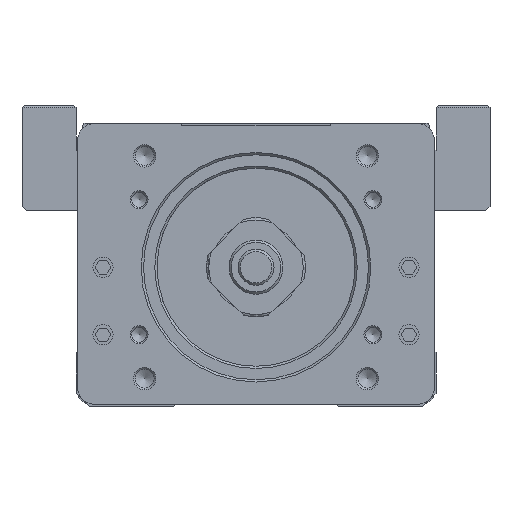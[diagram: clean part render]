
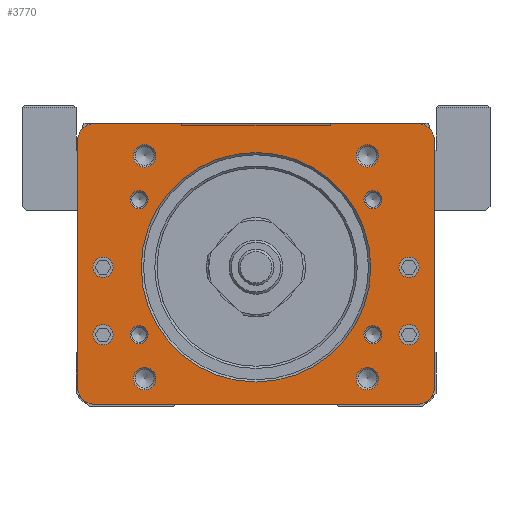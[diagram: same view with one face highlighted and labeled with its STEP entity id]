
A CAD part, front view. The second image highlights one B-rep face of the part: STEP entity #3770.
In plain terms, the highlighted planar face has unit normal (0, -1, 0).
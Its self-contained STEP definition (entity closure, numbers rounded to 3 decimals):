
#3770=ADVANCED_FACE('',(#6172,#6173,#6174,#6175,#6176,#6177,#6178,#6179,
#6180,#6181,#6182,#6183,#6184,#6185),#5168,.T.);
#5168=PLANE('',#33648);
#6172=FACE_BOUND('',#8281,.T.);
#6173=FACE_BOUND('',#8282,.T.);
#6174=FACE_BOUND('',#8283,.T.);
#6175=FACE_BOUND('',#8284,.T.);
#6176=FACE_BOUND('',#8285,.T.);
#6177=FACE_BOUND('',#8286,.T.);
#6178=FACE_BOUND('',#8287,.T.);
#6179=FACE_BOUND('',#8288,.T.);
#6180=FACE_BOUND('',#8289,.T.);
#6181=FACE_BOUND('',#8290,.T.);
#6182=FACE_BOUND('',#8291,.T.);
#6183=FACE_BOUND('',#8292,.T.);
#6184=FACE_BOUND('',#8293,.T.);
#6185=FACE_BOUND('',#8294,.T.);
#8281=EDGE_LOOP('',(#16219));
#8282=EDGE_LOOP('',(#16220));
#8283=EDGE_LOOP('',(#16221));
#8284=EDGE_LOOP('',(#16222));
#8285=EDGE_LOOP('',(#16223));
#8286=EDGE_LOOP('',(#16224));
#8287=EDGE_LOOP('',(#16225));
#8288=EDGE_LOOP('',(#16226));
#8289=EDGE_LOOP('',(#16227));
#8290=EDGE_LOOP('',(#16228));
#8291=EDGE_LOOP('',(#16229));
#8292=EDGE_LOOP('',(#16230));
#8293=EDGE_LOOP('',(#16231));
#8294=EDGE_LOOP('',(#16232,#16233,#16234,#16235,#16236,#16237,#16238,#16239));
#9531=CIRCLE('',#33485,4.);
#9532=CIRCLE('',#33487,4.);
#9533=CIRCLE('',#33489,2.);
#9534=CIRCLE('',#33491,2.);
#9535=CIRCLE('',#33493,2.);
#9536=CIRCLE('',#33495,2.);
#9537=CIRCLE('',#33497,2.5);
#9538=CIRCLE('',#33499,2.5);
#9539=CIRCLE('',#33501,2.5);
#9540=CIRCLE('',#33503,2.5);
#9541=CIRCLE('',#33505,25.5);
#9546=CIRCLE('',#33514,2.25);
#9548=CIRCLE('',#33517,2.25);
#9550=CIRCLE('',#33520,2.25);
#9552=CIRCLE('',#33523,2.25);
#9608=CIRCLE('',#33644,4.);
#9610=CIRCLE('',#33647,4.);
#16219=ORIENTED_EDGE('',*,*,#24398,.T.);
#16220=ORIENTED_EDGE('',*,*,#24397,.T.);
#16221=ORIENTED_EDGE('',*,*,#24396,.T.);
#16222=ORIENTED_EDGE('',*,*,#24395,.T.);
#16223=ORIENTED_EDGE('',*,*,#24394,.T.);
#16224=ORIENTED_EDGE('',*,*,#24393,.T.);
#16225=ORIENTED_EDGE('',*,*,#24392,.T.);
#16226=ORIENTED_EDGE('',*,*,#24391,.T.);
#16227=ORIENTED_EDGE('',*,*,#24390,.T.);
#16228=ORIENTED_EDGE('',*,*,#24410,.T.);
#16229=ORIENTED_EDGE('',*,*,#24408,.T.);
#16230=ORIENTED_EDGE('',*,*,#24406,.T.);
#16231=ORIENTED_EDGE('',*,*,#24404,.T.);
#16232=ORIENTED_EDGE('',*,*,#24549,.T.);
#16233=ORIENTED_EDGE('',*,*,#24552,.T.);
#16234=ORIENTED_EDGE('',*,*,#24553,.T.);
#16235=ORIENTED_EDGE('',*,*,#24509,.T.);
#16236=ORIENTED_EDGE('',*,*,#24388,.T.);
#16237=ORIENTED_EDGE('',*,*,#24452,.T.);
#16238=ORIENTED_EDGE('',*,*,#24385,.T.);
#16239=ORIENTED_EDGE('',*,*,#24502,.T.);
#20513=VERTEX_POINT('',#51064);
#20514=VERTEX_POINT('',#51066);
#20515=VERTEX_POINT('',#51070);
#20516=VERTEX_POINT('',#51072);
#20517=VERTEX_POINT('',#51076);
#20518=VERTEX_POINT('',#51079);
#20519=VERTEX_POINT('',#51082);
#20520=VERTEX_POINT('',#51085);
#20521=VERTEX_POINT('',#51088);
#20522=VERTEX_POINT('',#51091);
#20523=VERTEX_POINT('',#51094);
#20524=VERTEX_POINT('',#51097);
#20525=VERTEX_POINT('',#51100);
#20530=VERTEX_POINT('',#51115);
#20532=VERTEX_POINT('',#51120);
#20534=VERTEX_POINT('',#51125);
#20536=VERTEX_POINT('',#51130);
#20597=VERTEX_POINT('',#51425);
#20602=VERTEX_POINT('',#51439);
#20638=VERTEX_POINT('',#51533);
#20640=VERTEX_POINT('',#51539);
#24385=EDGE_CURVE('',#20514,#20513,#9531,.T.);
#24388=EDGE_CURVE('',#20516,#20515,#9532,.T.);
#24390=EDGE_CURVE('',#20517,#20517,#9533,.T.);
#24391=EDGE_CURVE('',#20518,#20518,#9534,.T.);
#24392=EDGE_CURVE('',#20519,#20519,#9535,.T.);
#24393=EDGE_CURVE('',#20520,#20520,#9536,.T.);
#24394=EDGE_CURVE('',#20521,#20521,#9537,.T.);
#24395=EDGE_CURVE('',#20522,#20522,#9538,.T.);
#24396=EDGE_CURVE('',#20523,#20523,#9539,.T.);
#24397=EDGE_CURVE('',#20524,#20524,#9540,.T.);
#24398=EDGE_CURVE('',#20525,#20525,#9541,.T.);
#24404=EDGE_CURVE('',#20530,#20530,#9546,.T.);
#24406=EDGE_CURVE('',#20532,#20532,#9548,.T.);
#24408=EDGE_CURVE('',#20534,#20534,#9550,.T.);
#24410=EDGE_CURVE('',#20536,#20536,#9552,.T.);
#24452=EDGE_CURVE('',#20515,#20514,#27880,.T.);
#24502=EDGE_CURVE('',#20513,#20597,#27905,.T.);
#24509=EDGE_CURVE('',#20602,#20516,#27912,.T.);
#24549=EDGE_CURVE('',#20597,#20638,#9608,.T.);
#24552=EDGE_CURVE('',#20638,#20640,#27928,.T.);
#24553=EDGE_CURVE('',#20640,#20602,#9610,.T.);
#27880=LINE('',#51275,#30934);
#27905=LINE('',#51426,#30959);
#27912=LINE('',#51438,#30966);
#27928=LINE('',#51538,#30982);
#30934=VECTOR('',#40662,1.);
#30959=VECTOR('',#40781,1.);
#30966=VECTOR('',#40790,1.);
#30982=VECTOR('',#40898,1.);
#33485=AXIS2_PLACEMENT_3D('',#51065,#40501,#40502);
#33487=AXIS2_PLACEMENT_3D('',#51071,#40507,#40508);
#33489=AXIS2_PLACEMENT_3D('',#51075,#40512,#40513);
#33491=AXIS2_PLACEMENT_3D('',#51078,#40516,#40517);
#33493=AXIS2_PLACEMENT_3D('',#51081,#40520,#40521);
#33495=AXIS2_PLACEMENT_3D('',#51084,#40524,#40525);
#33497=AXIS2_PLACEMENT_3D('',#51087,#40528,#40529);
#33499=AXIS2_PLACEMENT_3D('',#51090,#40532,#40533);
#33501=AXIS2_PLACEMENT_3D('',#51093,#40536,#40537);
#33503=AXIS2_PLACEMENT_3D('',#51096,#40540,#40541);
#33505=AXIS2_PLACEMENT_3D('',#51099,#40544,#40545);
#33514=AXIS2_PLACEMENT_3D('',#51114,#40563,#40564);
#33517=AXIS2_PLACEMENT_3D('',#51119,#40569,#40570);
#33520=AXIS2_PLACEMENT_3D('',#51124,#40575,#40576);
#33523=AXIS2_PLACEMENT_3D('',#51129,#40581,#40582);
#33644=AXIS2_PLACEMENT_3D('',#51532,#40891,#40892);
#33647=AXIS2_PLACEMENT_3D('',#51540,#40899,#40900);
#33648=AXIS2_PLACEMENT_3D('',#51541,#40901,#40902);
#40501=DIRECTION('',(0.,-1.,0.));
#40502=DIRECTION('',(1.,0.,0.));
#40507=DIRECTION('',(0.,-1.,0.));
#40508=DIRECTION('',(1.,0.,0.));
#40512=DIRECTION('',(0.,1.,0.));
#40513=DIRECTION('',(0.,0.,-1.));
#40516=DIRECTION('',(0.,1.,0.));
#40517=DIRECTION('',(0.,0.,-1.));
#40520=DIRECTION('',(0.,1.,0.));
#40521=DIRECTION('',(0.,0.,-1.));
#40524=DIRECTION('',(0.,1.,0.));
#40525=DIRECTION('',(0.,0.,-1.));
#40528=DIRECTION('',(0.,1.,0.));
#40529=DIRECTION('',(0.,0.,-1.));
#40532=DIRECTION('',(0.,1.,0.));
#40533=DIRECTION('',(0.,0.,-1.));
#40536=DIRECTION('',(0.,1.,0.));
#40537=DIRECTION('',(0.,0.,-1.));
#40540=DIRECTION('',(0.,1.,0.));
#40541=DIRECTION('',(0.,0.,-1.));
#40544=DIRECTION('',(0.,1.,0.));
#40545=DIRECTION('',(0.,0.,-1.));
#40563=DIRECTION('',(0.,1.,0.));
#40564=DIRECTION('',(0.,0.,-1.));
#40569=DIRECTION('',(0.,1.,0.));
#40570=DIRECTION('',(0.,0.,-1.));
#40575=DIRECTION('',(0.,1.,0.));
#40576=DIRECTION('',(0.,0.,-1.));
#40581=DIRECTION('',(0.,1.,0.));
#40582=DIRECTION('',(0.,0.,-1.));
#40662=DIRECTION('',(-1.,0.,0.));
#40781=DIRECTION('',(0.,0.,-1.));
#40790=DIRECTION('',(0.,0.,1.));
#40891=DIRECTION('',(0.,-1.,0.));
#40892=DIRECTION('',(1.,0.,0.));
#40898=DIRECTION('',(1.,0.,0.));
#40899=DIRECTION('',(0.,-1.,0.));
#40900=DIRECTION('',(1.,0.,0.));
#40901=DIRECTION('',(0.,-1.,0.));
#40902=DIRECTION('',(0.,0.,1.));
#51064=CARTESIAN_POINT('',(-39.7,-243.7,40.));
#51065=CARTESIAN_POINT('',(-35.7,-243.7,40.));
#51066=CARTESIAN_POINT('',(-35.7,-243.7,44.));
#51070=CARTESIAN_POINT('',(35.7,-243.7,44.));
#51071=CARTESIAN_POINT('',(35.7,-243.7,40.));
#51072=CARTESIAN_POINT('',(39.7,-243.7,40.));
#51075=CARTESIAN_POINT('',(-25.981,-243.7,27.));
#51076=CARTESIAN_POINT('',(-25.981,-243.7,25.));
#51078=CARTESIAN_POINT('',(-25.981,-243.7,-3.));
#51079=CARTESIAN_POINT('',(-25.981,-243.7,-5.));
#51081=CARTESIAN_POINT('',(25.981,-243.7,27.));
#51082=CARTESIAN_POINT('',(25.981,-243.7,25.));
#51084=CARTESIAN_POINT('',(25.981,-243.7,-3.));
#51085=CARTESIAN_POINT('',(25.981,-243.7,-5.));
#51087=CARTESIAN_POINT('',(24.749,-243.7,36.749));
#51088=CARTESIAN_POINT('',(24.749,-243.7,34.249));
#51090=CARTESIAN_POINT('',(24.749,-243.7,-12.749));
#51091=CARTESIAN_POINT('',(24.749,-243.7,-15.249));
#51093=CARTESIAN_POINT('',(-24.749,-243.7,-12.749));
#51094=CARTESIAN_POINT('',(-24.749,-243.7,-15.249));
#51096=CARTESIAN_POINT('',(-24.749,-243.7,36.749));
#51097=CARTESIAN_POINT('',(-24.749,-243.7,34.249));
#51099=CARTESIAN_POINT('',(0.,-243.7,12.));
#51100=CARTESIAN_POINT('',(0.,-243.7,-13.5));
#51114=CARTESIAN_POINT('',(34.,-243.7,12.));
#51115=CARTESIAN_POINT('',(34.,-243.7,9.75));
#51119=CARTESIAN_POINT('',(34.,-243.7,-3.));
#51120=CARTESIAN_POINT('',(34.,-243.7,-5.25));
#51124=CARTESIAN_POINT('',(-34.,-243.7,12.));
#51125=CARTESIAN_POINT('',(-34.,-243.7,9.75));
#51129=CARTESIAN_POINT('',(-34.,-243.7,-3.));
#51130=CARTESIAN_POINT('',(-34.,-243.7,-5.25));
#51275=CARTESIAN_POINT('',(35.7,-243.7,44.));
#51425=CARTESIAN_POINT('',(-39.7,-243.7,-14.5));
#51426=CARTESIAN_POINT('',(-39.7,-243.7,40.));
#51438=CARTESIAN_POINT('',(39.7,-243.7,-14.5));
#51439=CARTESIAN_POINT('',(39.7,-243.7,-14.5));
#51532=CARTESIAN_POINT('',(-35.7,-243.7,-14.5));
#51533=CARTESIAN_POINT('',(-35.7,-243.7,-18.5));
#51538=CARTESIAN_POINT('',(-35.7,-243.7,-18.5));
#51539=CARTESIAN_POINT('',(35.7,-243.7,-18.5));
#51540=CARTESIAN_POINT('',(35.7,-243.7,-14.5));
#51541=CARTESIAN_POINT('',(-35.7,-243.7,-14.5));
